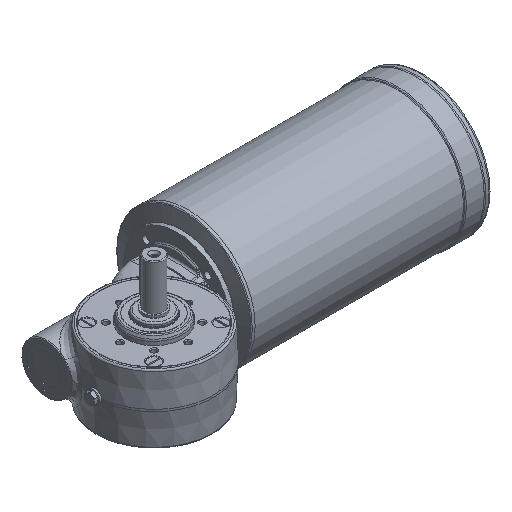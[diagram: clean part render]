
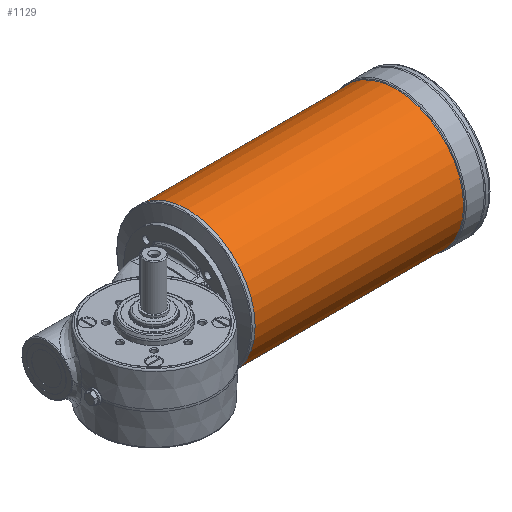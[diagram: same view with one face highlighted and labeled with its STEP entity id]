
A CAD part, isometric view. The second image highlights one B-rep face of the part: STEP entity #1129.
In plain terms, the highlighted cylindrical face has radius 89 mm (diameter 178 mm), a full revolution.
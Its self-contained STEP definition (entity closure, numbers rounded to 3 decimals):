
#1129 = ADVANCED_FACE( '', ( #2668, #2669 ), #2670, .T. );
#2668 = FACE_OUTER_BOUND( '', #9948, .T. );
#2669 = FACE_OUTER_BOUND( '', #9949, .T. );
#2670 = CYLINDRICAL_SURFACE( '', #9950, 89. );
#9948 = EDGE_LOOP( '', ( #17403 ) );
#9949 = EDGE_LOOP( '', ( #17404 ) );
#9950 = AXIS2_PLACEMENT_3D( '', #17405, #17406, #17407 );
#17403 = ORIENTED_EDGE( '', *, *, #20322, .T. );
#17404 = ORIENTED_EDGE( '', *, *, #19899, .T. );
#17405 = CARTESIAN_POINT( '', ( 267.168, 63., 0. ) );
#17406 = DIRECTION( '', ( -1., 0., 0. ) );
#17407 = DIRECTION( '', ( 0., 1., 0. ) );
#19899 = EDGE_CURVE( '', #21873, #21873, #21874, .T. );
#20322 = EDGE_CURVE( '', #22478, #22478, #22479, .F. );
#21873 = VERTEX_POINT( '', #26330 );
#21874 = CIRCLE( '', #26331, 89. );
#22478 = VERTEX_POINT( '', #28791 );
#22479 = CIRCLE( '', #28792, 89. );
#26330 = CARTESIAN_POINT( '', ( 107., 152., 0. ) );
#26331 = AXIS2_PLACEMENT_3D( '', #30979, #30980, #30981 );
#28791 = CARTESIAN_POINT( '', ( 381.209, 152., 0. ) );
#28792 = AXIS2_PLACEMENT_3D( '', #31377, #31378, #31379 );
#30979 = CARTESIAN_POINT( '', ( 107., 63., 0. ) );
#30980 = DIRECTION( '', ( 1., 0., 0. ) );
#30981 = DIRECTION( '', ( 0., 1., 0. ) );
#31377 = CARTESIAN_POINT( '', ( 381.209, 63., 0. ) );
#31378 = DIRECTION( '', ( 1., 0., 0. ) );
#31379 = DIRECTION( '', ( 0., 1., 0. ) );
